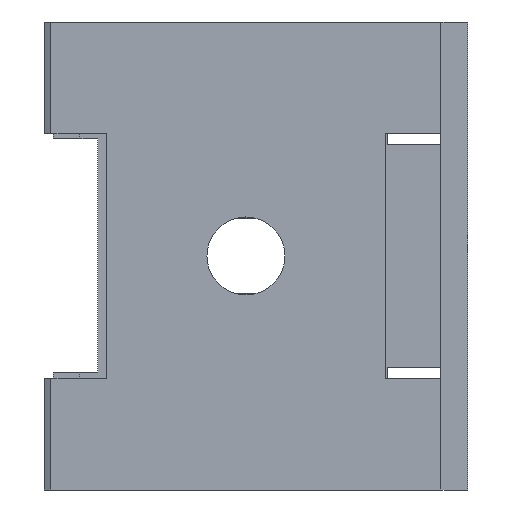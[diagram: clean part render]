
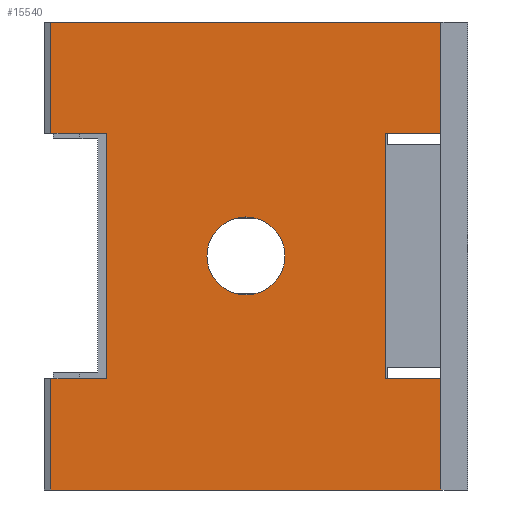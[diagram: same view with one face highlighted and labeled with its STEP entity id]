
A CAD part, front view. The second image highlights one B-rep face of the part: STEP entity #15540.
In plain terms, the highlighted planar face has unit normal (0, -1, 0).
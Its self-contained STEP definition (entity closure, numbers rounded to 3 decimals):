
#280=CARTESIAN_POINT('',(316.803,194.041,0.));
#290=VERTEX_POINT('',#280);
#320=CARTESIAN_POINT('',(301.303,194.041,0.));
#330=DIRECTION('',(1.,0.,0.));
#340=VECTOR('',#330,1.);
#350=LINE('',#320,#340);
#360=CARTESIAN_POINT('',(299.303,194.041,0.));
#370=VERTEX_POINT('',#360);
#380=EDGE_CURVE('',#370,#290,#350,.T.);
#2460=CARTESIAN_POINT('',(299.303,194.041,-5.));
#2470=VERTEX_POINT('',#2460);
#2590=CARTESIAN_POINT('',(299.303,194.041,0.));
#2600=DIRECTION('',(0.,0.,1.));
#2610=VECTOR('',#2600,1.);
#2620=LINE('',#2590,#2610);
#2630=EDGE_CURVE('',#2470,#370,#2620,.T.);
#4570=CARTESIAN_POINT('',(314.303,194.041,-16.));
#4580=VERTEX_POINT('',#4570);
#4610=CARTESIAN_POINT('',(314.303,194.041,0.));
#4620=DIRECTION('',(0.,0.,-1.));
#4630=VECTOR('',#4620,1.);
#4640=LINE('',#4610,#4630);
#4650=CARTESIAN_POINT('',(314.303,194.041,-5.));
#4660=VERTEX_POINT('',#4650);
#4670=EDGE_CURVE('',#4660,#4580,#4640,.T.);
#5420=CARTESIAN_POINT('',(301.803,194.041,-5.));
#5430=VERTEX_POINT('',#5420);
#5460=CARTESIAN_POINT('',(301.803,194.041,0.));
#5470=DIRECTION('',(0.,0.,1.));
#5480=VECTOR('',#5470,1.);
#5490=LINE('',#5460,#5480);
#5500=CARTESIAN_POINT('',(301.803,194.041,-16.));
#5510=VERTEX_POINT('',#5500);
#5520=EDGE_CURVE('',#5510,#5430,#5490,.T.);
#11650=CARTESIAN_POINT('',(316.803,194.041,0.));
#11660=DIRECTION('',(0.,0.,1.));
#11670=VECTOR('',#11660,1.);
#11680=LINE('',#11650,#11670);
#11690=CARTESIAN_POINT('',(316.803,194.041,-5.));
#11700=VERTEX_POINT('',#11690);
#11710=EDGE_CURVE('',#11700,#290,#11680,.T.);
#12060=CARTESIAN_POINT('',(0.,194.041,-5.));
#12070=DIRECTION('',(1.,0.,0.));
#12080=VECTOR('',#12070,1.);
#12090=LINE('',#12060,#12080);
#12100=EDGE_CURVE('',#2470,#5430,#12090,.T.);
#13630=CARTESIAN_POINT('',(0.,194.041,-16.));
#13640=DIRECTION('',(-1.,0.,0.));
#13650=VECTOR('',#13640,1.);
#13660=LINE('',#13630,#13650);
#13670=CARTESIAN_POINT('',(299.303,194.041,-16.));
#13680=VERTEX_POINT('',#13670);
#13690=EDGE_CURVE('',#5510,#13680,#13660,.T.);
#14890=CARTESIAN_POINT('',(301.303,194.041,0.));
#14900=DIRECTION('',(-0.,-1.,-0.));
#14910=DIRECTION('',(-1.,0.,0.));
#14920=AXIS2_PLACEMENT_3D('',#14890,#14900,#14910);
#14930=PLANE('',#14920);
#14940=CARTESIAN_POINT('',(308.053,194.041,-10.5));
#14950=DIRECTION('',(0.,-1.,0.));
#14960=DIRECTION('',(1.,0.,0.));
#14970=AXIS2_PLACEMENT_3D('',#14940,#14950,#14960);
#14980=CIRCLE('',#14970,1.75);
#14990=CARTESIAN_POINT('',(309.803,194.041,-10.5));
#15000=VERTEX_POINT('',#14990);
#15010=CARTESIAN_POINT('',(306.303,194.041,-10.5));
#15020=VERTEX_POINT('',#15010);
#15030=EDGE_CURVE('',#15000,#15020,#14980,.T.);
#15040=ORIENTED_EDGE('',*,*,#15030,.F.);
#15050=EDGE_CURVE('',#15020,#15000,#14980,.T.);
#15060=ORIENTED_EDGE('',*,*,#15050,.F.);
#15070=EDGE_LOOP('',(#15060,#15040));
#15080=FACE_BOUND('',#15070,.T.);
#15090=ORIENTED_EDGE('',*,*,#13690,.T.);
#15100=ORIENTED_EDGE('',*,*,#5520,.F.);
#15110=ORIENTED_EDGE('',*,*,#12100,.T.);
#15120=ORIENTED_EDGE('',*,*,#2630,.F.);
#15130=ORIENTED_EDGE('',*,*,#380,.F.);
#15140=ORIENTED_EDGE('',*,*,#11710,.T.);
#15150=CARTESIAN_POINT('',(0.,194.041,-5.));
#15160=DIRECTION('',(1.,0.,0.));
#15170=VECTOR('',#15160,1.);
#15180=LINE('',#15150,#15170);
#15190=EDGE_CURVE('',#4660,#11700,#15180,.T.);
#15200=ORIENTED_EDGE('',*,*,#15190,.T.);
#15210=ORIENTED_EDGE('',*,*,#4670,.F.);
#15220=CARTESIAN_POINT('',(0.,194.041,-16.));
#15230=DIRECTION('',(-1.,0.,0.));
#15240=VECTOR('',#15230,1.);
#15250=LINE('',#15220,#15240);
#15260=CARTESIAN_POINT('',(316.803,194.041,-16.));
#15270=VERTEX_POINT('',#15260);
#15280=EDGE_CURVE('',#15270,#4580,#15250,.T.);
#15290=ORIENTED_EDGE('',*,*,#15280,.T.);
#15300=CARTESIAN_POINT('',(316.803,194.041,0.));
#15310=DIRECTION('',(0.,0.,1.));
#15320=VECTOR('',#15310,1.);
#15330=LINE('',#15300,#15320);
#15340=CARTESIAN_POINT('',(316.803,194.041,-21.));
#15350=VERTEX_POINT('',#15340);
#15360=EDGE_CURVE('',#15350,#15270,#15330,.T.);
#15370=ORIENTED_EDGE('',*,*,#15360,.T.);
#15380=CARTESIAN_POINT('',(301.303,194.041,-21.));
#15390=DIRECTION('',(1.,0.,0.));
#15400=VECTOR('',#15390,1.);
#15410=LINE('',#15380,#15400);
#15420=CARTESIAN_POINT('',(299.303,194.041,-21.));
#15430=VERTEX_POINT('',#15420);
#15440=EDGE_CURVE('',#15430,#15350,#15410,.T.);
#15450=ORIENTED_EDGE('',*,*,#15440,.T.);
#15460=CARTESIAN_POINT('',(299.303,194.041,0.));
#15470=DIRECTION('',(0.,0.,1.));
#15480=VECTOR('',#15470,1.);
#15490=LINE('',#15460,#15480);
#15500=EDGE_CURVE('',#15430,#13680,#15490,.T.);
#15510=ORIENTED_EDGE('',*,*,#15500,.F.);
#15520=EDGE_LOOP('',(#15510,#15450,#15370,#15290,#15210,#15200,#15140,
#15130,#15120,#15110,#15100,#15090));
#15530=FACE_OUTER_BOUND('',#15520,.T.);
#15540=ADVANCED_FACE('',(#15080,#15530),#14930,.T.);
